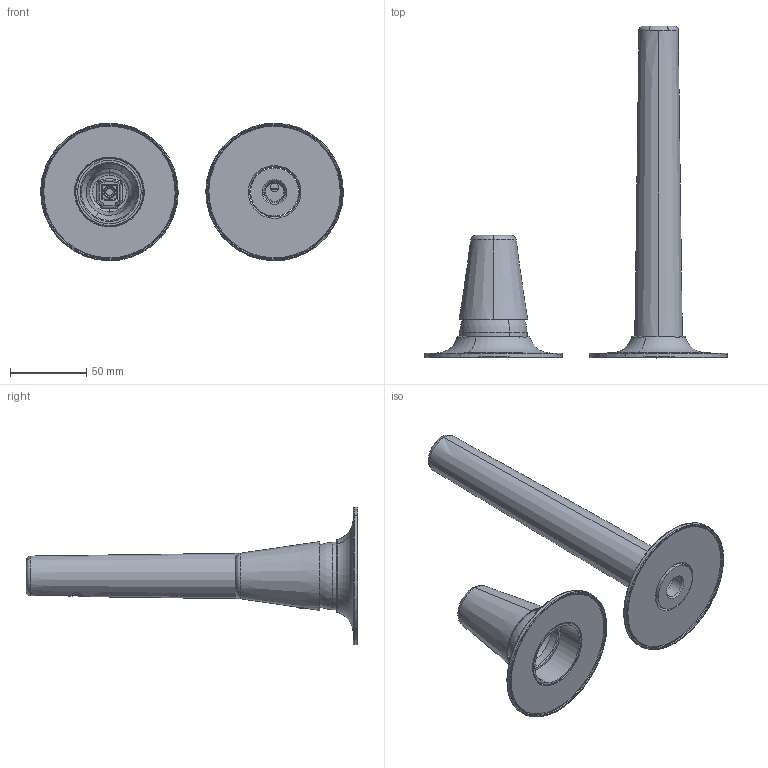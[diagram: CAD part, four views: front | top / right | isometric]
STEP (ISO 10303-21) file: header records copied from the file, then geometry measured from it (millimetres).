
FILE_DESCRIPTION(('CATIA V5 STEP Exchange'),'2;1');
FILE_NAME('VI 00551 0 MonoLavabo Incasso - bocca 200mm.stp','2018-11-19T09:11:35+00:00',('none'),('none'),'Version 5-6 Release 2013','CATIA V5 STEP AP203','none');
FILE_SCHEMA(('CONFIG_CONTROL_DESIGN'));
Length unit declared in the file: millimetre
Products named in the file (1): VI 00551 0
Bounding box: 197.97 x 217 x 89.97 mm (x, y, z)
Volume: 182490.8 mm3; surface area: 84053.2 mm2
Topology: 5 solids, 5 shells, 371 faces, 940 edges, 577 vertices
Faces by surface type: plane 136, cylinder 104, torus 48, cone 43, bspline 26, extrusion 8, sphere 6
Entity records: 12289 total; most frequent: CARTESIAN_POINT 4239, ORIENTED_EDGE 1868, DIRECTION 1233, EDGE_CURVE 934, VERTEX_POINT 577, AXIS2_PLACEMENT_3D 572, VECTOR 420, LINE 412
